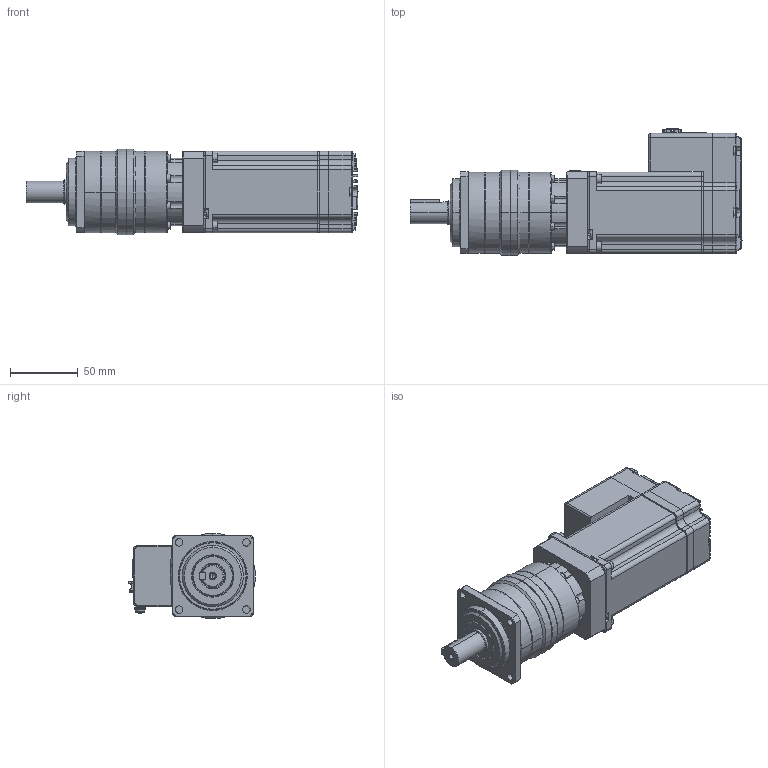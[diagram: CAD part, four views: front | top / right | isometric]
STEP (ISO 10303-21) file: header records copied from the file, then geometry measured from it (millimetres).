
FILE_DESCRIPTION (( 'STEP AP203' ), '1' );
FILE_NAME ('P11B-MO-060-12-R01.STEP', '2020-05-04T06:20:02', ( '' ), ( '' ), 'SwSTEP 2.0', 'SolidWorks 2018', '' );
FILE_SCHEMA (( 'CONFIG_CONTROL_DESIGN' ));
Length unit declared in the file: millimetre
Products named in the file (31): pan cross head_ks_KS 1023 PC- M3 x 25-N; 瞪錳薄樓醴喀攪-5; M119-EC-060-02-R02; 瞪錳薄樓醴喀攪-1; pan cross head_ks_KS 1023 PC- M3 x 20-N; small circular plain washer_jis_JIS B 1256 Small circular 4; pan cross head_ks_KS 1023 PC- M4 x 6-N; 瞪錳蕾樓攪喀攪; M119-EC-042-04-R00; 瞪錳薄樓醴喀攪-3; 877600816; 5016451220; KMG; 60EC-PCB1-01; 791091003; spring lock washer_2_jis_JIS B 1251 No.2 4; P11B-MO-060-12-R01; 56EC-PCB3-01; 瞪錳薄樓醴喀攪-2; 09455511103_100183220MOD000B; sams; 42EC-PCB1-01; 瞪錳薄樓醴喀攪-4; ST56 2ST; socket head cap screw_ks_KS 1003 - M4 x 12 x 12-N; 60EC-PCB2-01; 20R-JMCS-G-B-TF(NSA); M119-EC-056-03-R00; M119-EC-060-01-R00; 20PS-JMCS-G-1B-TF(N); M117-MO-060-03-R00
Assembly tree (41 placements, depth 3):
  P11B-MO-060-12-R01
    60EC-PCB1-01
    pan cross head_ks_KS 1023 PC- M3 x 20-N  x2
    pan cross head_ks_KS 1023 PC- M3 x 25-N  x3
    KMG
    M119-EC-060-01-R00
    M119-EC-060-02-R02
    42EC-PCB1-01
    56EC-PCB3-01
    M119-EC-042-04-R00
    09455511103_100183220MOD000B  x2
    瞪錳蕾樓攪喀攪
      瞪錳薄樓醴喀攪-1
      瞪錳薄樓醴喀攪-2
      瞪錳薄樓醴喀攪-3
      瞪錳薄樓醴喀攪-4
      瞪錳薄樓醴喀攪-5
    5016451220
    60EC-PCB2-01
    877600816  x2
    20PS-JMCS-G-1B-TF(N)  x2
    20R-JMCS-G-B-TF(NSA)  x2
    791091003  x2
    M119-EC-056-03-R00
    M117-MO-060-03-R00
    socket head cap screw_ks_KS 1003 - M4 x 12 x 12-N  x4
    ST56 2ST
    sams
      small circular plain washer_jis_JIS B 1256 Small circular 4
      spring lock washer_2_jis_JIS B 1251 No.2 4
      pan cross head_ks_KS 1023 PC- M4 x 6-N
Bounding box: 244.6 x 93.6 x 63 mm (x, y, z)
Volume: 629822.3 mm3; surface area: 150463.5 mm2
Topology: 39 solids, 39 shells, 6015 faces, 16065 edges, 10165 vertices
Faces by surface type: plane 3989, cylinder 1292, cone 246, bspline 239, torus 162, sphere 87
Entity records: 139071 total; most frequent: CARTESIAN_POINT 31776, ORIENTED_EDGE 22230, DIRECTION 20810, EDGE_CURVE 11115, VECTOR 7652, LINE 7652, VERTEX_POINT 7042, AXIS2_PLACEMENT_3D 6579
